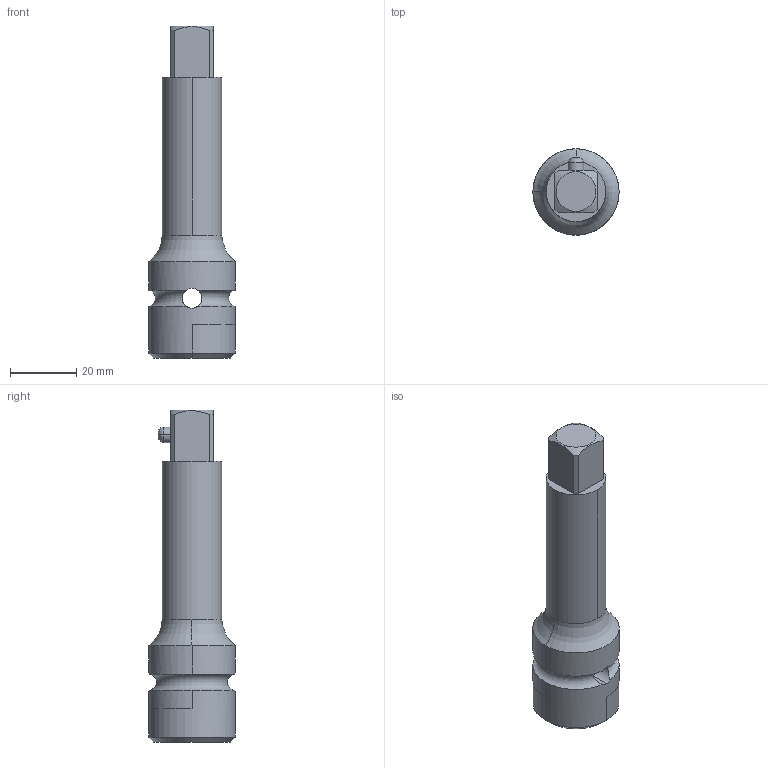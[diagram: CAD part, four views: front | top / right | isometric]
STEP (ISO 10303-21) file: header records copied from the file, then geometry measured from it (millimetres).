
FILE_DESCRIPTION((''),'2;1');
FILE_NAME('4023360501','2023-09-07T10:56:42',('a00565553'),(''),'CREO PARAMETRIC BY PTC INC, 2022414','CREO PARAMETRIC BY PTC INC, 2022414','');
FILE_SCHEMA(('CONFIG_CONTROL_DESIGN','GEOMETRIC_VALIDATION_PROPERTIES_MIM'));
Length unit declared in the file: millimetre
Products named in the file (1): 4023360501
Bounding box: 26 x 26 x 100 mm (x, y, z)
Volume: 26225.9 mm3; surface area: 8995.6 mm2
Topology: 2 solids, 2 shells, 61 faces, 154 edges, 100 vertices
Faces by surface type: cylinder 26, plane 17, cone 10, torus 4, bspline 4
Entity records: 3234 total; most frequent: CARTESIAN_POINT 1114, DIRECTION 308, ORIENTED_EDGE 308, PRESENTATION_STYLE_ASSIGNMENT 164, STYLED_ITEM 156, CURVE_STYLE 154, EDGE_CURVE 154, AXIS2_PLACEMENT_3D 127
